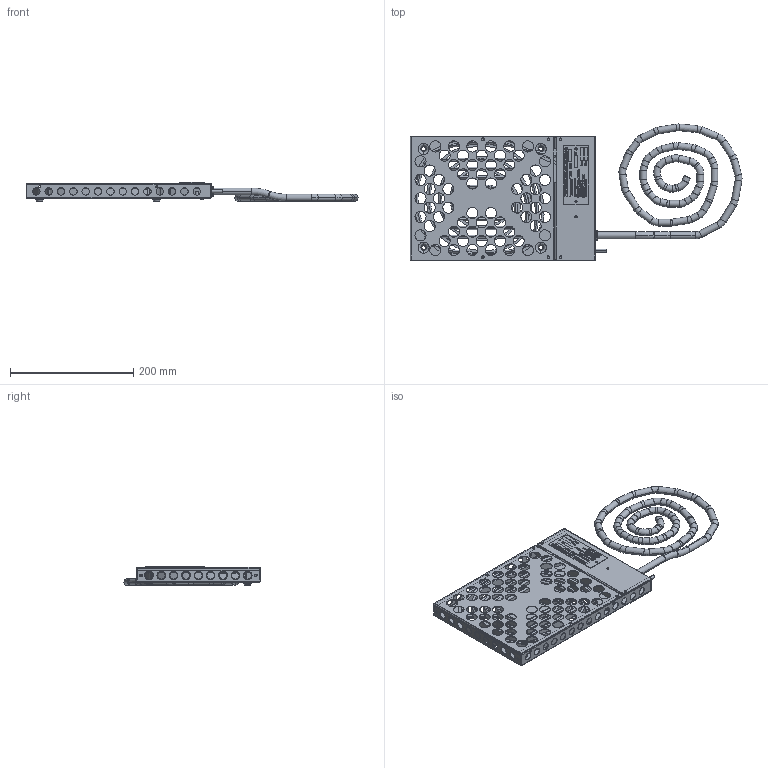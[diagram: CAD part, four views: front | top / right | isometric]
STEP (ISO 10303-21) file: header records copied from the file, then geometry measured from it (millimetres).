
FILE_DESCRIPTION (( 'STEP AP203' ), '1' );
FILE_NAME ('920A107210.STEP', '2023-10-23T08:24:57', ( '' ), ( '' ), 'SwSTEP 2.0', 'SolidWorks 2022', '' );
FILE_SCHEMA (( 'CONFIG_CONTROL_DESIGN' ));
Length unit declared in the file: millimetre
Products named in the file (10): Part1^920A107210; HEAT TRACING CABLE SIZE A; 920A107210; FLYING LEED; 920A105379; TAG SKILT_9206; 920A105378; 920A105377; gummi hylse; 920A109442
Assembly tree (12 placements, depth 2):
  920A107210
    920A105377
    920A105378
    920A105379
    HEAT TRACING CABLE SIZE A
    TAG SKILT_9206
    FLYING LEED
    gummi hylse
    920A109442  x4
    Part1^920A107210
Bounding box: 537.98 x 220.52 x 30.8 mm (x, y, z)
Volume: 501427.1 mm3; surface area: 447830.1 mm2
Topology: 12 solids, 13 shells, 3156 faces, 8240 edges, 5330 vertices
Faces by surface type: plane 1471, cylinder 779, bspline 708, torus 174, cone 16, sphere 8
Entity records: 132612 total; most frequent: CARTESIAN_POINT 60303, ORIENTED_EDGE 15736, DIRECTION 12584, EDGE_CURVE 7868, VERTEX_POINT 5102, LINE 4658, VECTOR 4658, AXIS2_PLACEMENT_3D 3963
